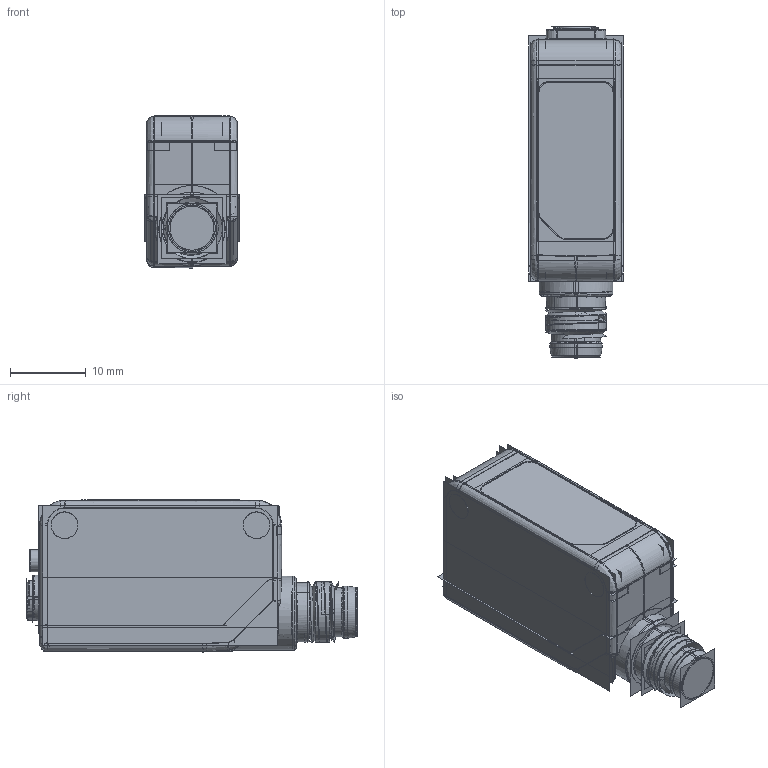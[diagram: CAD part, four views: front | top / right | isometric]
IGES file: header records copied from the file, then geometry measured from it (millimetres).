
Start section:  PTC IGES file: 207061.igs
Global section: file name: 207061.igs; native system: Creo Parametric by PTC Inc.; preprocessor: 2018300; author: pdmadmin; organization: Unknown; date: 20181211.065640; units: millimetre
Bounding box: 12.48 x 43.91 x 20.12 mm (x, y, z)
Volume: 3183.5 mm3; surface area: 48622.4 mm2
Topology: 15 solids, 17 shells, 1746 faces, 8722 edges, 10942 vertices
Faces by surface type: revolution 888, bspline 858
